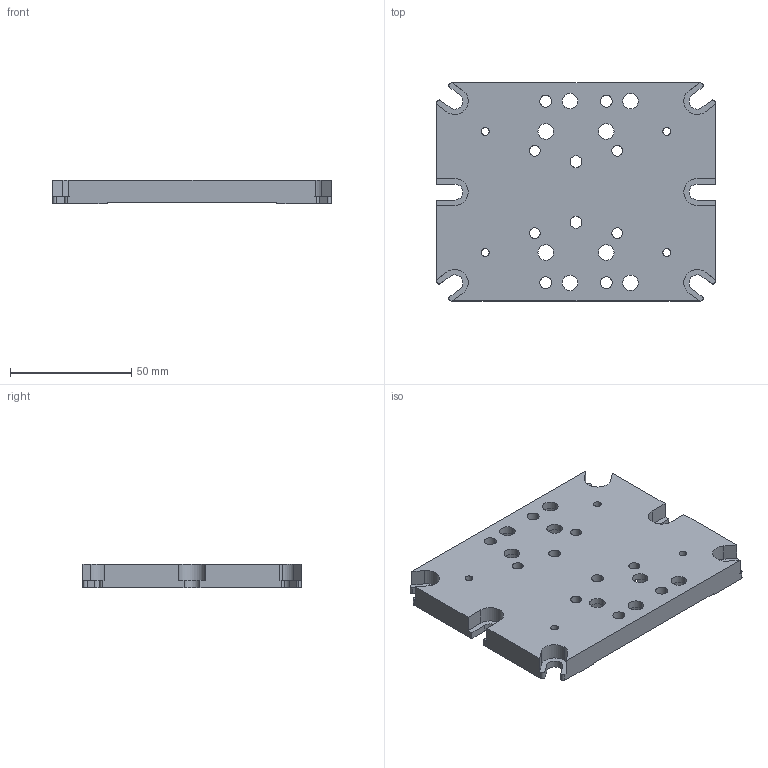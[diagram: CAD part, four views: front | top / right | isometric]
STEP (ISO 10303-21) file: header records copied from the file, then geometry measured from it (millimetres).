
FILE_DESCRIPTION (( 'STEP AP203' ), '1' );
FILE_NAME ('3UBP175.STEP', '2012-05-01T14:36:32', ( 'a' ), ( '' ), 'SwSTEP 2.0', 'SolidWorks 2003240', '' );
FILE_SCHEMA (( 'CONFIG_CONTROL_DESIGN' ));
Length unit declared in the file: millimetre
Products named in the file (1): 3UBP175
Bounding box: 115 x 90 x 9.7 mm (x, y, z)
Volume: 82440.7 mm3; surface area: 27872.6 mm2
Topology: 1 solids, 1 shells, 152 faces, 426 edges, 284 vertices
Faces by surface type: cylinder 98, plane 54
Entity records: 5159 total; most frequent: DIRECTION 936, CARTESIAN_POINT 863, ORIENTED_EDGE 852, EDGE_CURVE 426, AXIS2_PLACEMENT_3D 357, VERTEX_POINT 284, VECTOR 222, LINE 222
